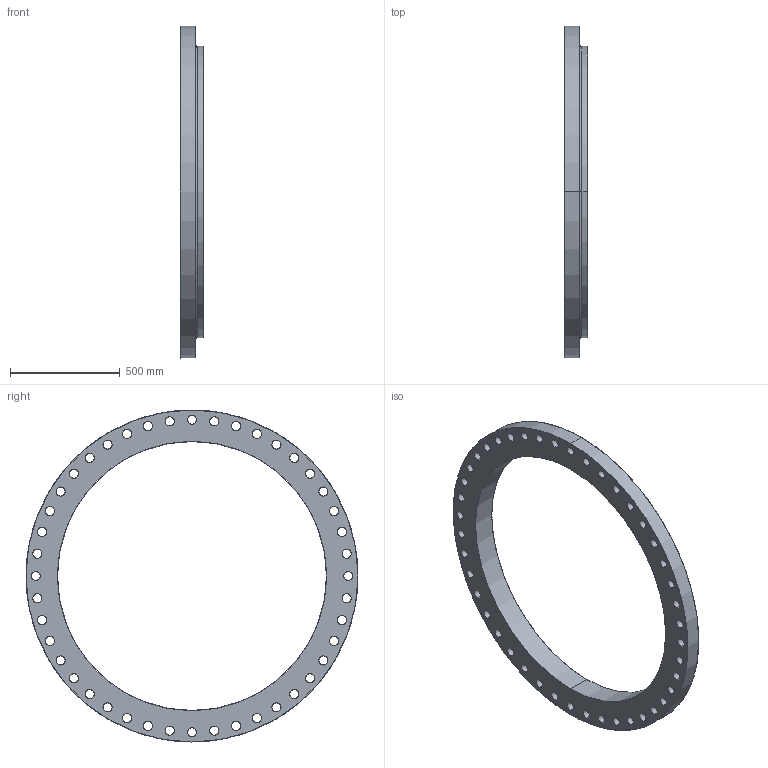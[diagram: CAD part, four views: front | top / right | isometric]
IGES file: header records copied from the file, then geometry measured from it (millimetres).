
Start section: SolidWorks IGES file using analytic representation for surfaces
Global section: file name: 48_CLE_C207_FF_SOF.IGS; native system: SolidWorks 2023; preprocessor: SolidWorks 2023; author: Ken_Snader; date: 240111.215800; units: inch
Bounding box: 104.78 x 1511.3 x 1511.3 mm (x, y, z)
Surface area: 2378466.2 mm2 (no closed solid volume)
Topology: 0 solids, 0 shells, 99 faces, 3584 edges, 3584 vertices
Faces by surface type: revolution 94, bspline 5
